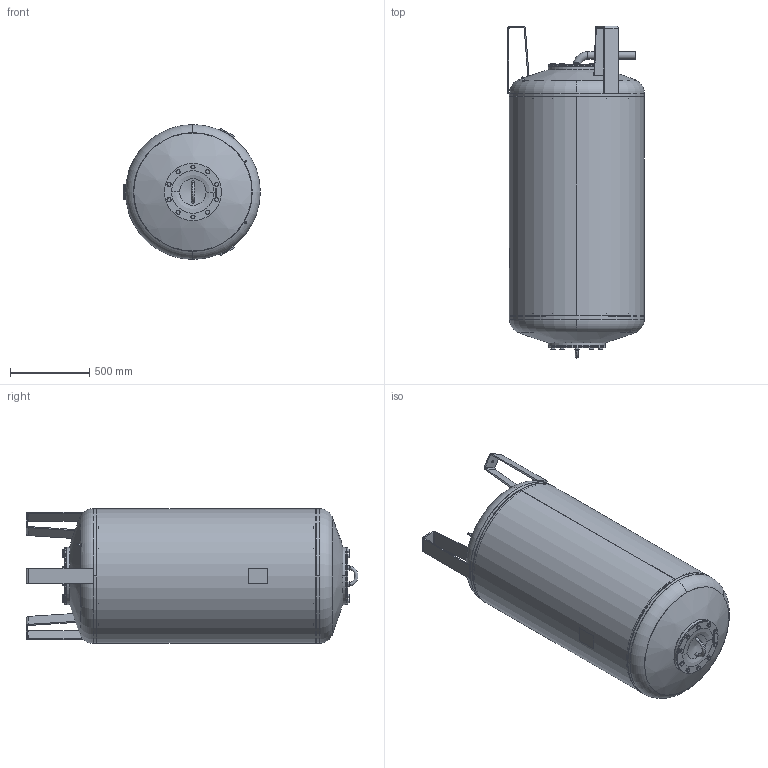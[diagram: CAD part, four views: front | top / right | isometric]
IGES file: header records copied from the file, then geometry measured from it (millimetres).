
Global section: file name: No Iges File Name specified; native system: Autodesk Inventor 2009; preprocessor: AutoDesk Inventor Iges Exporter R2009; author: CADJOBServer; date: 20091008.135239; units: millimetre
Bounding box: 860.89 x 2091.49 x 850 mm (x, y, z)
Volume: 454464732.4 mm3; surface area: 16146298.1 mm2
Topology: 33 solids, 33 shells, 1550 faces, 3919 edges, 2531 vertices
Faces by surface type: plane 590, bspline 322, cylinder 191, cone 190, revolution 183, torus 68, sphere 6
